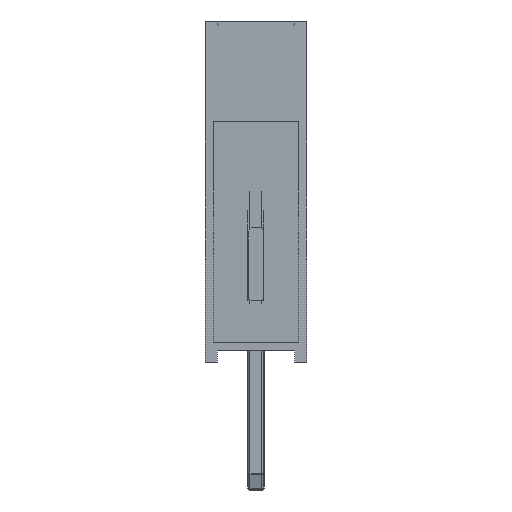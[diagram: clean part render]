
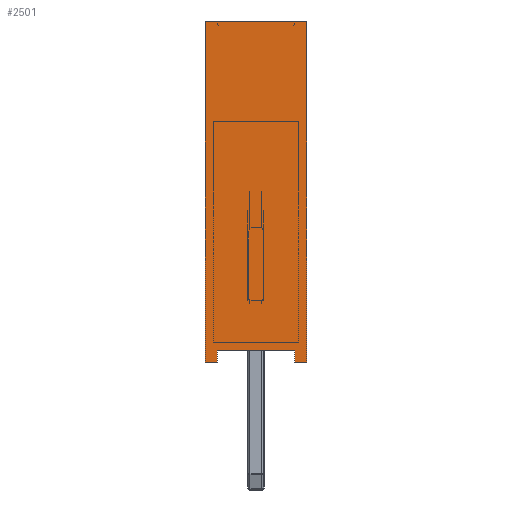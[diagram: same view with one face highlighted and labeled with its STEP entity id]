
A CAD part, left-side view. The second image highlights one B-rep face of the part: STEP entity #2501.
In plain terms, the highlighted planar face has unit normal (-1, 0, 0).
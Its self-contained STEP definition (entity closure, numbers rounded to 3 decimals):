
#405=FACE_OUTER_BOUND('',#556,.T.);
#556=EDGE_LOOP('',(#1657,#1658,#1659,#1660,#1661,#1662,#1663,#1664));
#722=LINE('',#3913,#908);
#724=LINE('',#3919,#910);
#727=LINE('',#3924,#913);
#732=LINE('',#3938,#918);
#733=LINE('',#3941,#919);
#736=LINE('',#3947,#922);
#737=LINE('',#3949,#923);
#738=LINE('',#3950,#924);
#908=VECTOR('',#3055,10.);
#910=VECTOR('',#3059,10.);
#913=VECTOR('',#3064,10.);
#918=VECTOR('',#3079,10.);
#919=VECTOR('',#3082,10.);
#922=VECTOR('',#3087,10.);
#923=VECTOR('',#3088,10.);
#924=VECTOR('',#3089,10.);
#1092=VERTEX_POINT('',#3907);
#1094=VERTEX_POINT('',#3911);
#1095=VERTEX_POINT('',#3915);
#1097=VERTEX_POINT('',#3918);
#1102=VERTEX_POINT('',#3936);
#1103=VERTEX_POINT('',#3940);
#1105=VERTEX_POINT('',#3946);
#1106=VERTEX_POINT('',#3948);
#1290=EDGE_CURVE('',#1092,#1094,#722,.T.);
#1292=EDGE_CURVE('',#1097,#1095,#724,.T.);
#1295=EDGE_CURVE('',#1094,#1097,#727,.T.);
#1304=EDGE_CURVE('',#1095,#1102,#732,.T.);
#1305=EDGE_CURVE('',#1103,#1092,#733,.T.);
#1308=EDGE_CURVE('',#1102,#1105,#736,.T.);
#1309=EDGE_CURVE('',#1106,#1105,#737,.T.);
#1310=EDGE_CURVE('',#1103,#1106,#738,.T.);
#1657=ORIENTED_EDGE('',*,*,#1290,.T.);
#1658=ORIENTED_EDGE('',*,*,#1295,.T.);
#1659=ORIENTED_EDGE('',*,*,#1292,.T.);
#1660=ORIENTED_EDGE('',*,*,#1304,.T.);
#1661=ORIENTED_EDGE('',*,*,#1308,.T.);
#1662=ORIENTED_EDGE('',*,*,#1309,.F.);
#1663=ORIENTED_EDGE('',*,*,#1310,.F.);
#1664=ORIENTED_EDGE('',*,*,#1305,.T.);
#2305=PLANE('',#2709);
#2501=ADVANCED_FACE('',(#405),#2305,.T.);
#2709=AXIS2_PLACEMENT_3D('',#3945,#3085,#3086);
#3055=DIRECTION('',(0.,0.,1.));
#3059=DIRECTION('',(0.,0.,-1.));
#3064=DIRECTION('',(0.,-1.,0.));
#3079=DIRECTION('',(0.,-1.,0.));
#3082=DIRECTION('',(0.,-1.,0.));
#3085=DIRECTION('center_axis',(-1.,0.,0.));
#3086=DIRECTION('ref_axis',(0.,-1.,0.));
#3087=DIRECTION('',(0.,0.,1.));
#3088=DIRECTION('',(0.,-1.,0.));
#3089=DIRECTION('',(0.,0.,1.));
#3907=CARTESIAN_POINT('',(-1.27,0.97,0.));
#3911=CARTESIAN_POINT('',(-1.27,0.97,0.3));
#3913=CARTESIAN_POINT('',(-1.27,0.97,0.));
#3915=CARTESIAN_POINT('',(-1.27,-0.97,0.));
#3918=CARTESIAN_POINT('',(-1.27,-0.97,0.3));
#3919=CARTESIAN_POINT('',(-1.27,-0.97,0.));
#3924=CARTESIAN_POINT('',(-1.27,0.635,0.3));
#3936=CARTESIAN_POINT('',(-1.27,-1.27,0.));
#3938=CARTESIAN_POINT('',(-1.27,1.27,0.));
#3940=CARTESIAN_POINT('',(-1.27,1.27,0.));
#3941=CARTESIAN_POINT('',(-1.27,1.27,0.));
#3945=CARTESIAN_POINT('Origin',(-1.27,1.27,0.));
#3946=CARTESIAN_POINT('',(-1.27,-1.27,8.5));
#3947=CARTESIAN_POINT('',(-1.27,-1.27,0.));
#3948=CARTESIAN_POINT('',(-1.27,1.27,8.5));
#3949=CARTESIAN_POINT('',(-1.27,1.27,8.5));
#3950=CARTESIAN_POINT('',(-1.27,1.27,0.));
